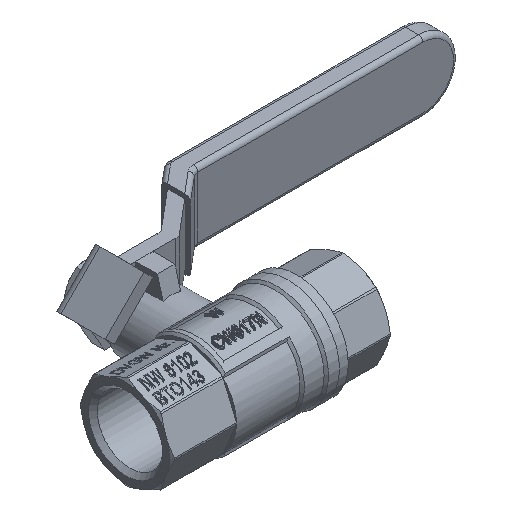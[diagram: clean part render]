
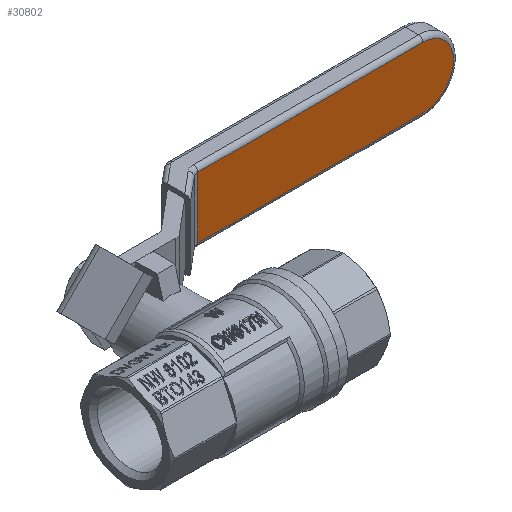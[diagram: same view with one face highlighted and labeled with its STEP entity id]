
A CAD part, isometric view. The second image highlights one B-rep face of the part: STEP entity #30802.
In plain terms, the highlighted planar face has unit normal (0, -1, 0).
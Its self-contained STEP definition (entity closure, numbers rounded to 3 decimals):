
#1913=CIRCLE('',#32814,7.);
#2454=ORIENTED_EDGE('',*,*,#11970,.T.);
#2455=ORIENTED_EDGE('',*,*,#11971,.T.);
#2456=ORIENTED_EDGE('',*,*,#11972,.T.);
#2457=ORIENTED_EDGE('',*,*,#11973,.T.);
#11970=EDGE_CURVE('',#16738,#16739,#19940,.T.);
#11971=EDGE_CURVE('',#16739,#16740,#1913,.T.);
#11972=EDGE_CURVE('',#16740,#16741,#19941,.T.);
#11973=EDGE_CURVE('',#16741,#16738,#19942,.T.);
#16738=VERTEX_POINT('',#46727);
#16739=VERTEX_POINT('',#46728);
#16740=VERTEX_POINT('',#46730);
#16741=VERTEX_POINT('',#46732);
#19940=LINE('',#46726,#22751);
#19941=LINE('',#46731,#22752);
#19942=LINE('',#46733,#22753);
#22751=VECTOR('',#36607,1000.);
#22752=VECTOR('',#36610,1000.);
#22753=VECTOR('',#36611,1000.);
#25492=EDGE_LOOP('',(#2454,#2455,#2456,#2457));
#27382=FACE_BOUND('',#25492,.T.);
#29257=PLANE('',#32813);
#30802=ADVANCED_FACE('',(#27382),#29257,.T.);
#32813=AXIS2_PLACEMENT_3D('',#46725,#36605,#36606);
#32814=AXIS2_PLACEMENT_3D('',#46729,#36608,#36609);
#36605=DIRECTION('',(0.,-1.,0.));
#36606=DIRECTION('',(-1.,0.,0.));
#36607=DIRECTION('',(1.,0.,0.));
#36608=DIRECTION('',(0.,-1.,0.));
#36609=DIRECTION('',(1.,0.,0.));
#36610=DIRECTION('',(-1.,0.,0.));
#36611=DIRECTION('',(0.,0.,-1.));
#46725=CARTESIAN_POINT('',(87.5,39.5,-14.));
#46726=CARTESIAN_POINT('',(51.853,39.5,-21.));
#46727=CARTESIAN_POINT('',(24.207,39.5,-21.));
#46728=CARTESIAN_POINT('',(75.5,39.5,-21.));
#46729=CARTESIAN_POINT('',(75.5,39.5,-14.));
#46730=CARTESIAN_POINT('',(75.5,39.5,-7.));
#46731=CARTESIAN_POINT('',(51.854,39.5,-7.));
#46732=CARTESIAN_POINT('',(24.207,39.5,-7.));
#46733=CARTESIAN_POINT('',(24.207,39.5,-14.));
